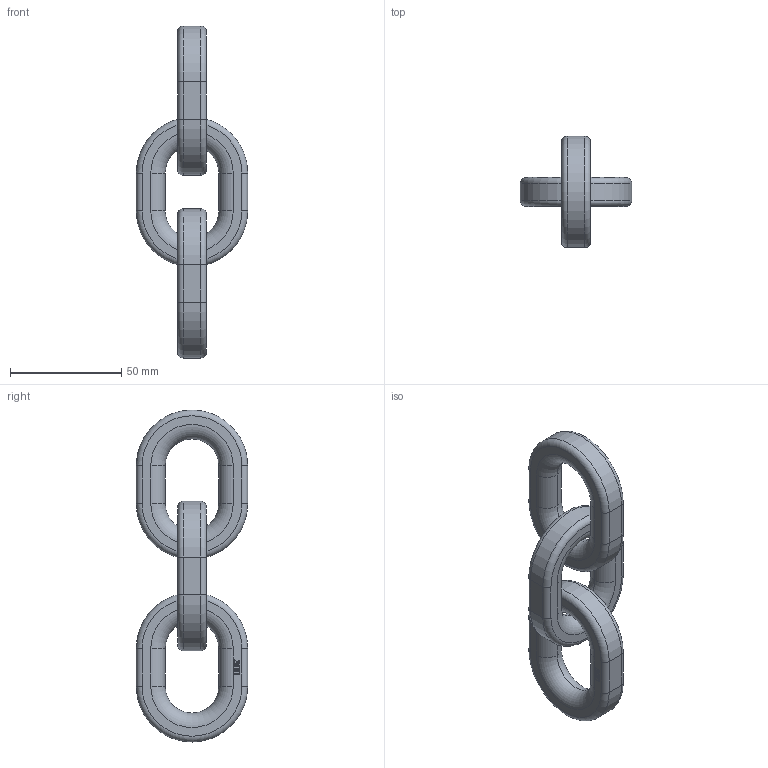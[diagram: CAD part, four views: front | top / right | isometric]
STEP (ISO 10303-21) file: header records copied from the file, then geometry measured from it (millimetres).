
FILE_DESCRIPTION(/* description */ (''),/* implementation_level */ '2;1');
FILE_NAME(/* name */ 'WINPRO_13_FLEX_300_PCP.stp',/* time_stamp */ '2022-07-13T15:24:27+02:00',/* author */ (''),/* organization */ (''),/* preprocessor_version */ 'ST-DEVELOPER v16',/* originating_system */ 'SIEMENS PLM Software NX 11.0',/* authorisation */ '');
FILE_SCHEMA (('AUTOMOTIVE_DESIGN { 1 0 10303 214 3 1 1 1 }'));
Length unit declared in the file: millimetre
Products named in the file (1): baf3704BE24ynn5
Bounding box: 50 x 50 x 149 mm (x, y, z)
Volume: 68089.2 mm3; surface area: 20437.5 mm2
Topology: 3 solids, 3 shells, 250 faces, 662 edges, 426 vertices
Faces by surface type: extrusion 115, plane 81, cylinder 30, torus 24
Entity records: 8995 total; most frequent: CARTESIAN_POINT 3343, ORIENTED_EDGE 1324, DIRECTION 805, EDGE_CURVE 662, B_SPLINE_CURVE_WITH_KNOTS 452, VERTEX_POINT 426, VECTOR 347, EDGE_LOOP 264
